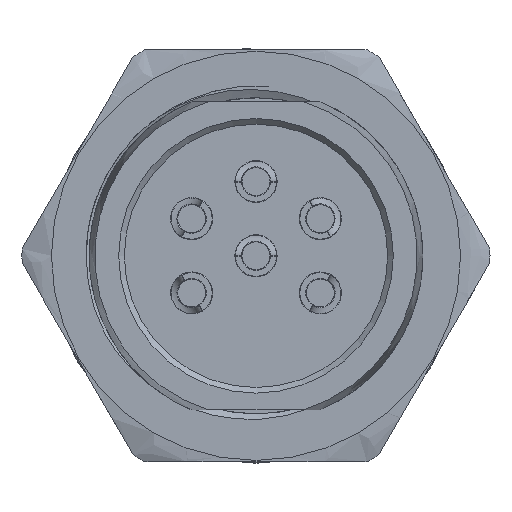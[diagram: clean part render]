
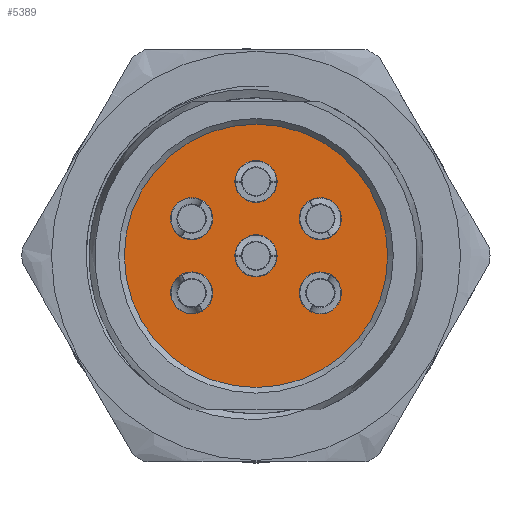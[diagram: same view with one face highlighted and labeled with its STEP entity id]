
A CAD part, front view. The second image highlights one B-rep face of the part: STEP entity #5389.
In plain terms, the highlighted planar face has unit normal (0, -1, 0).
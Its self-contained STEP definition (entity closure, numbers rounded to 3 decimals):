
#210=PLANE('',#5751);
#452=FACE_OUTER_BOUND('',#790,.T.);
#790=EDGE_LOOP('',(#4459));
#1025=CIRCLE('',#5750,4.7);
#2376=VERTEX_POINT('',#19984);
#3087=EDGE_CURVE('',#2376,#2376,#1025,.T.);
#4459=ORIENTED_EDGE('',*,*,#3087,.T.);
#5389=ADVANCED_FACE('',(#452),#210,.T.);
#5750=AXIS2_PLACEMENT_3D('',#19986,#6570,#6571);
#5751=AXIS2_PLACEMENT_3D('',#19987,#6572,#6573);
#6570=DIRECTION('center_axis',(0.,-1.,0.));
#6571=DIRECTION('ref_axis',(1.,0.,0.));
#6572=DIRECTION('center_axis',(0.,-1.,0.));
#6573=DIRECTION('ref_axis',(1.,0.,0.));
#19984=CARTESIAN_POINT('',(-4.7,-9.1,0.));
#19986=CARTESIAN_POINT('Origin',(0.,-9.1,0.));
#19987=CARTESIAN_POINT('Origin',(0.,-9.1,0.));
